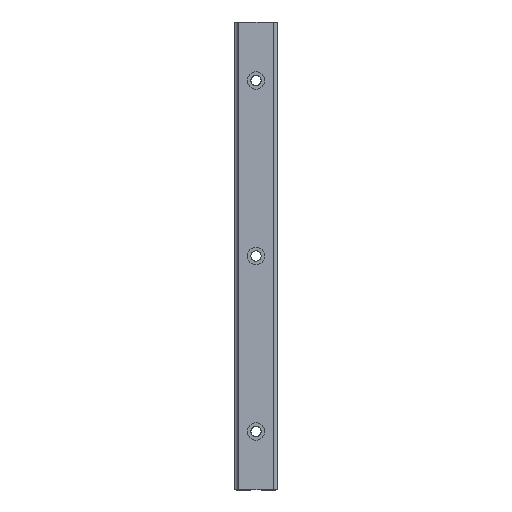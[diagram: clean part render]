
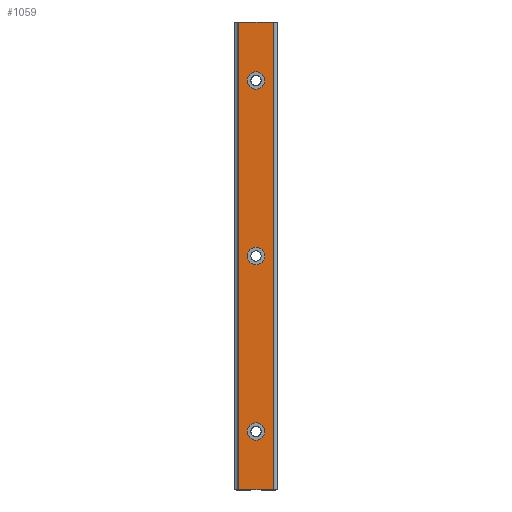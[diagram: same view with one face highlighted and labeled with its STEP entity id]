
A CAD part, top view. The second image highlights one B-rep face of the part: STEP entity #1059.
In plain terms, the highlighted free-form (B-spline) face has degree [1, 1] with [2, 2] control points.
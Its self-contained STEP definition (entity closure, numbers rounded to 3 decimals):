
#86 = VERTEX_POINT('',#87);
#87 = CARTESIAN_POINT('',(-2.582,51.647,
    10.415));
#105 = VERTEX_POINT('',#106);
#106 = CARTESIAN_POINT('',(2.582,51.647,
    10.415));
#111 = EDGE_CURVE('',#105,#86,#112,.T.);
#112 = ( BOUNDED_CURVE() B_SPLINE_CURVE(2,(#113,#114,#115,#116,#117),
.UNSPECIFIED.,.F.,.F.) B_SPLINE_CURVE_WITH_KNOTS((3,2,3),(3.142,
4.712,6.283),.PIECEWISE_BEZIER_KNOTS.) CURVE() 
GEOMETRIC_REPRESENTATION_ITEM() RATIONAL_B_SPLINE_CURVE((1.,
0.707,1.,0.707,1.)) REPRESENTATION_ITEM('') );
#113 = CARTESIAN_POINT('',(2.582,51.647,
    10.415));
#114 = CARTESIAN_POINT('',(2.582,49.065,
    10.415));
#115 = CARTESIAN_POINT('',(0.,49.065,
    10.415));
#116 = CARTESIAN_POINT('',(-2.582,49.065,
    10.415));
#117 = CARTESIAN_POINT('',(-2.582,51.647,
    10.415));
#198 = VERTEX_POINT('',#199);
#199 = CARTESIAN_POINT('',(-2.582,0.,10.415));
#217 = VERTEX_POINT('',#218);
#218 = CARTESIAN_POINT('',(2.582,0.,
    10.415));
#223 = EDGE_CURVE('',#217,#198,#224,.T.);
#224 = ( BOUNDED_CURVE() B_SPLINE_CURVE(2,(#225,#226,#227,#228,#229),
.UNSPECIFIED.,.F.,.F.) B_SPLINE_CURVE_WITH_KNOTS((3,2,3),(3.142,
4.712,6.283),.PIECEWISE_BEZIER_KNOTS.) CURVE() 
GEOMETRIC_REPRESENTATION_ITEM() RATIONAL_B_SPLINE_CURVE((1.,
0.707,1.,0.707,1.)) REPRESENTATION_ITEM('') );
#225 = CARTESIAN_POINT('',(2.582,0.,
    10.415));
#226 = CARTESIAN_POINT('',(2.582,-2.582,10.415
    ));
#227 = CARTESIAN_POINT('',(0.,-2.582,
    10.415));
#228 = CARTESIAN_POINT('',(-2.582,-2.582,
    10.415));
#229 = CARTESIAN_POINT('',(-2.582,0.,
    10.415));
#310 = VERTEX_POINT('',#311);
#311 = CARTESIAN_POINT('',(-2.582,-51.647,
    10.415));
#329 = VERTEX_POINT('',#330);
#330 = CARTESIAN_POINT('',(2.582,-51.647,
    10.415));
#335 = EDGE_CURVE('',#329,#310,#336,.T.);
#336 = ( BOUNDED_CURVE() B_SPLINE_CURVE(2,(#337,#338,#339,#340,#341),
.UNSPECIFIED.,.F.,.F.) B_SPLINE_CURVE_WITH_KNOTS((3,2,3),(3.142,
4.712,6.283),.PIECEWISE_BEZIER_KNOTS.) CURVE() 
GEOMETRIC_REPRESENTATION_ITEM() RATIONAL_B_SPLINE_CURVE((1.,
0.707,1.,0.707,1.)) REPRESENTATION_ITEM('') );
#337 = CARTESIAN_POINT('',(2.582,-51.647,
    10.415));
#338 = CARTESIAN_POINT('',(2.582,-54.229,
    10.415));
#339 = CARTESIAN_POINT('',(0.,-54.229,
    10.415));
#340 = CARTESIAN_POINT('',(-2.582,-54.229,
    10.415));
#341 = CARTESIAN_POINT('',(-2.582,-51.647,
    10.415));
#411 = VERTEX_POINT('',#412);
#412 = CARTESIAN_POINT('',(-5.092,68.863,
    10.415));
#417 = EDGE_CURVE('',#411,#418,#420,.T.);
#418 = VERTEX_POINT('',#419);
#419 = CARTESIAN_POINT('',(5.092,68.863,10.415
    ));
#420 = B_SPLINE_CURVE_WITH_KNOTS('',1,(#421,#422),.UNSPECIFIED.,.F.,.F.,
  (2,2),(1.724,13.556),.PIECEWISE_BEZIER_KNOTS.);
#421 = CARTESIAN_POINT('',(-5.092,68.863,
    10.415));
#422 = CARTESIAN_POINT('',(5.092,68.863,10.415
    ));
#622 = VERTEX_POINT('',#623);
#623 = CARTESIAN_POINT('',(-5.092,-68.863,
    10.415));
#630 = EDGE_CURVE('',#411,#622,#631,.T.);
#631 = B_SPLINE_CURVE_WITH_KNOTS('',1,(#632,#633),.UNSPECIFIED.,.F.,.F.,
  (2,2),(0.,160.),.PIECEWISE_BEZIER_KNOTS.);
#632 = CARTESIAN_POINT('',(-5.092,68.863,
    10.415));
#633 = CARTESIAN_POINT('',(-5.092,-68.863,
    10.415));
#981 = VERTEX_POINT('',#982);
#982 = CARTESIAN_POINT('',(5.092,-68.863,10.415
    ));
#995 = EDGE_CURVE('',#418,#981,#996,.T.);
#996 = B_SPLINE_CURVE_WITH_KNOTS('',1,(#997,#998),.UNSPECIFIED.,.F.,.F.,
  (2,2),(0.,160.),.PIECEWISE_BEZIER_KNOTS.);
#997 = CARTESIAN_POINT('',(5.092,68.863,10.415
    ));
#998 = CARTESIAN_POINT('',(5.092,-68.863,10.415
    ));
#1059 = ADVANCED_FACE('',(#1060,#1071,#1082,#1093),#1103,.F.);
#1060 = FACE_BOUND('',#1061,.T.);
#1061 = EDGE_LOOP('',(#1062,#1070));
#1062 = ORIENTED_EDGE('',*,*,#1063,.T.);
#1063 = EDGE_CURVE('',#310,#329,#1064,.T.);
#1064 = ( BOUNDED_CURVE() B_SPLINE_CURVE(2,(#1065,#1066,#1067,#1068,
#1069),.UNSPECIFIED.,.F.,.F.) B_SPLINE_CURVE_WITH_KNOTS((3,2,3),(0.,
1.571,3.142),.PIECEWISE_BEZIER_KNOTS.) CURVE() 
GEOMETRIC_REPRESENTATION_ITEM() RATIONAL_B_SPLINE_CURVE((1.,
0.707,1.,0.707,1.)) REPRESENTATION_ITEM('') );
#1065 = CARTESIAN_POINT('',(-2.582,-51.647,
    10.415));
#1066 = CARTESIAN_POINT('',(-2.582,-49.065,
    10.415));
#1067 = CARTESIAN_POINT('',(0.,-49.065,
    10.415));
#1068 = CARTESIAN_POINT('',(2.582,-49.065,
    10.415));
#1069 = CARTESIAN_POINT('',(2.582,-51.647,
    10.415));
#1070 = ORIENTED_EDGE('',*,*,#335,.T.);
#1071 = FACE_BOUND('',#1072,.T.);
#1072 = EDGE_LOOP('',(#1073,#1081));
#1073 = ORIENTED_EDGE('',*,*,#1074,.T.);
#1074 = EDGE_CURVE('',#198,#217,#1075,.T.);
#1075 = ( BOUNDED_CURVE() B_SPLINE_CURVE(2,(#1076,#1077,#1078,#1079,
#1080),.UNSPECIFIED.,.F.,.F.) B_SPLINE_CURVE_WITH_KNOTS((3,2,3),(0.,
1.571,3.142),.PIECEWISE_BEZIER_KNOTS.) CURVE() 
GEOMETRIC_REPRESENTATION_ITEM() RATIONAL_B_SPLINE_CURVE((1.,
0.707,1.,0.707,1.)) REPRESENTATION_ITEM('') );
#1076 = CARTESIAN_POINT('',(-2.582,0.,10.415));
#1077 = CARTESIAN_POINT('',(-2.582,2.582,
    10.415));
#1078 = CARTESIAN_POINT('',(0.,2.582,
    10.415));
#1079 = CARTESIAN_POINT('',(2.582,2.582,10.415
    ));
#1080 = CARTESIAN_POINT('',(2.582,0.,
    10.415));
#1081 = ORIENTED_EDGE('',*,*,#223,.T.);
#1082 = FACE_BOUND('',#1083,.T.);
#1083 = EDGE_LOOP('',(#1084,#1092));
#1084 = ORIENTED_EDGE('',*,*,#1085,.T.);
#1085 = EDGE_CURVE('',#86,#105,#1086,.T.);
#1086 = ( BOUNDED_CURVE() B_SPLINE_CURVE(2,(#1087,#1088,#1089,#1090,
#1091),.UNSPECIFIED.,.F.,.F.) B_SPLINE_CURVE_WITH_KNOTS((3,2,3),(0.,
1.571,3.142),.PIECEWISE_BEZIER_KNOTS.) CURVE() 
GEOMETRIC_REPRESENTATION_ITEM() RATIONAL_B_SPLINE_CURVE((1.,
0.707,1.,0.707,1.)) REPRESENTATION_ITEM('') );
#1087 = CARTESIAN_POINT('',(-2.582,51.647,
    10.415));
#1088 = CARTESIAN_POINT('',(-2.582,54.229,
    10.415));
#1089 = CARTESIAN_POINT('',(0.,54.229,
    10.415));
#1090 = CARTESIAN_POINT('',(2.582,54.229,
    10.415));
#1091 = CARTESIAN_POINT('',(2.582,51.647,
    10.415));
#1092 = ORIENTED_EDGE('',*,*,#111,.T.);
#1093 = FACE_BOUND('',#1094,.T.);
#1094 = EDGE_LOOP('',(#1095,#1100,#1101,#1102));
#1095 = ORIENTED_EDGE('',*,*,#1096,.T.);
#1096 = EDGE_CURVE('',#622,#981,#1097,.T.);
#1097 = B_SPLINE_CURVE_WITH_KNOTS('',1,(#1098,#1099),.UNSPECIFIED.,.F.,
  .F.,(2,2),(1.724,13.556),.PIECEWISE_BEZIER_KNOTS.);
#1098 = CARTESIAN_POINT('',(-5.092,-68.863,
    10.415));
#1099 = CARTESIAN_POINT('',(5.092,-68.863,
    10.415));
#1100 = ORIENTED_EDGE('',*,*,#995,.F.);
#1101 = ORIENTED_EDGE('',*,*,#417,.F.);
#1102 = ORIENTED_EDGE('',*,*,#630,.T.);
#1103 = B_SPLINE_SURFACE_WITH_KNOTS('',1,1,(
    (#1104,#1105)
    ,(#1106,#1107
    )),.UNSPECIFIED.,.F.,.F.,.F.,(2,2),(2,2),(0.,160.),(-11.902,
    -0.07),.PIECEWISE_BEZIER_KNOTS.);
#1104 = CARTESIAN_POINT('',(5.092,68.863,
    10.415));
#1105 = CARTESIAN_POINT('',(-5.092,68.863,
    10.415));
#1106 = CARTESIAN_POINT('',(5.092,-68.863,
    10.415));
#1107 = CARTESIAN_POINT('',(-5.092,-68.863,
    10.415));
